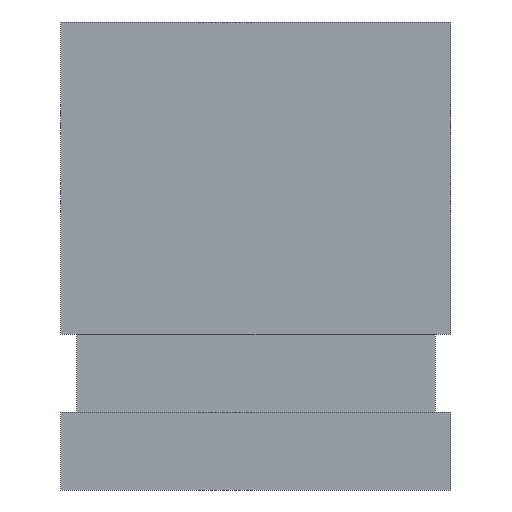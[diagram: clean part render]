
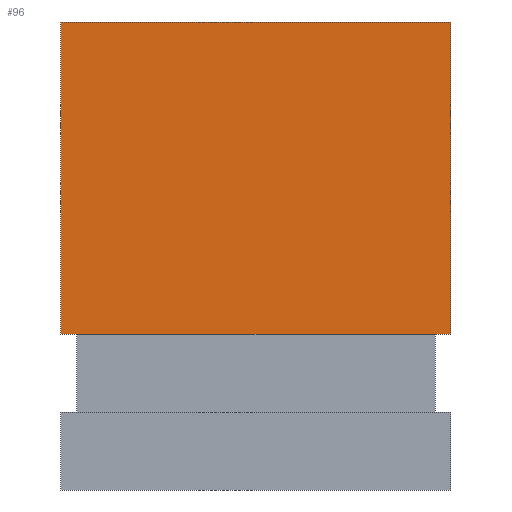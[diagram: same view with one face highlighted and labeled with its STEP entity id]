
A CAD part, front view. The second image highlights one B-rep face of the part: STEP entity #96.
In plain terms, the highlighted planar face has unit normal (0, -1, 0).
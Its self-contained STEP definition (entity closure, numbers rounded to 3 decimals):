
#96=ADVANCED_FACE('',(#294),#295,.T.);
#294=FACE_OUTER_BOUND('',#661,.T.);
#295=PLANE('',#662);
#661=EDGE_LOOP('',(#1285,#1286,#1287,#1288));
#662=AXIS2_PLACEMENT_3D('',#1289,#1290,#1291);
#1285=ORIENTED_EDGE('',*,*,#2577,.T.);
#1286=ORIENTED_EDGE('',*,*,#2585,.T.);
#1287=ORIENTED_EDGE('',*,*,#2597,.F.);
#1288=ORIENTED_EDGE('',*,*,#2610,.F.);
#1289=CARTESIAN_POINT('',(0.0,-0.75,1.5));
#1290=DIRECTION('',(0.0,-1.0,0.0));
#1291=DIRECTION('',(0.0,0.0,-1.0));
#2577=EDGE_CURVE('',#3010,#3008,#3011,.T.);
#2585=EDGE_CURVE('',#3008,#3023,#3026,.T.);
#2597=EDGE_CURVE('',#3046,#3023,#3048,.T.);
#2610=EDGE_CURVE('',#3010,#3046,#3065,.T.);
#3008=VERTEX_POINT('',#3695);
#3010=VERTEX_POINT('',#3698);
#3011=LINE('',#3699,#3700);
#3023=VERTEX_POINT('',#3718);
#3026=LINE('',#3722,#3723);
#3046=VERTEX_POINT('',#3753);
#3048=LINE('',#3756,#3757);
#3065=LINE('',#3786,#3787);
#3695=CARTESIAN_POINT('',(0.0,-0.75,-0.5));
#3698=CARTESIAN_POINT('',(0.0,-0.75,1.5));
#3699=CARTESIAN_POINT('',(0.0,-0.75,1.5));
#3700=VECTOR('',#4713,2.0);
#3718=CARTESIAN_POINT('',(2.5,-0.75,-0.5));
#3722=CARTESIAN_POINT('',(0.0,-0.75,-0.5));
#3723=VECTOR('',#4721,2.5);
#3753=CARTESIAN_POINT('',(2.5,-0.75,1.5));
#3756=CARTESIAN_POINT('',(2.5,-0.75,1.5));
#3757=VECTOR('',#4733,2.0);
#3786=CARTESIAN_POINT('',(0.0,-0.75,1.5));
#3787=VECTOR('',#4746,2.5);
#4713=DIRECTION('',(0.0,0.0,-1.0));
#4721=DIRECTION('',(1.0,0.0,0.0));
#4733=DIRECTION('',(0.0,0.0,-1.0));
#4746=DIRECTION('',(1.0,0.0,0.0));
